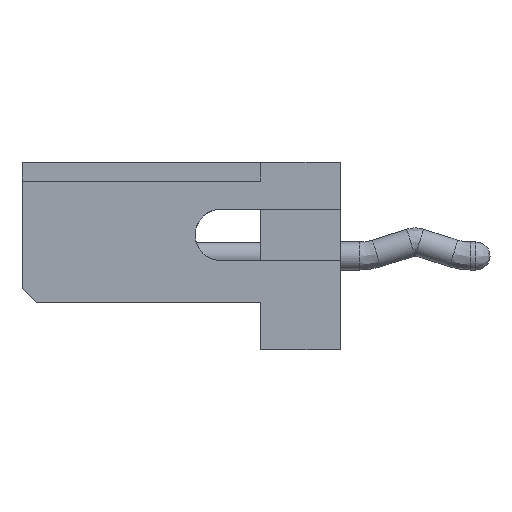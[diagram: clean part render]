
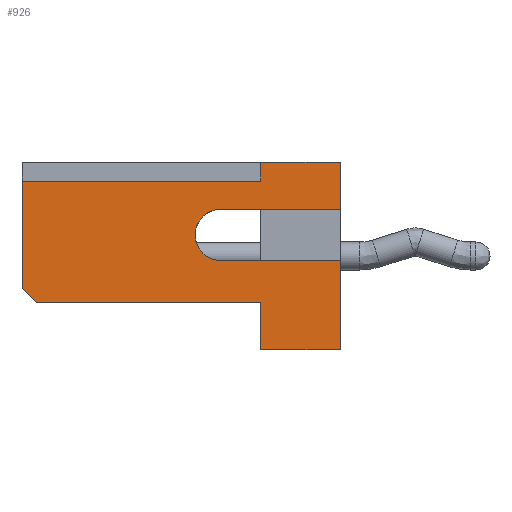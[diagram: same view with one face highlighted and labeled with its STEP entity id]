
A CAD part, left-side view. The second image highlights one B-rep face of the part: STEP entity #926.
In plain terms, the highlighted planar face has unit normal (-1, 0, 0).
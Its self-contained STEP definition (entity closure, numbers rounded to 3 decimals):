
#316=CARTESIAN_POINT('',(-15.,1.7,2.2));
#317=VERTEX_POINT('',#316);
#324=CARTESIAN_POINT('',(-15.,0.,2.2));
#325=VERTEX_POINT('',#324);
#326=CARTESIAN_POINT('',(-15.,1.7,2.2));
#327=CARTESIAN_POINT('',(-15.,1.133,2.2));
#328=CARTESIAN_POINT('',(-15.,0.567,2.2));
#329=CARTESIAN_POINT('',(-15.,0.,2.2));
#330=B_SPLINE_CURVE_WITH_KNOTS('',3,(#326,#327,#328,#329),.UNSPECIFIED.,.F.,.U.,(4,4),(0.,1.),.UNSPECIFIED.);
#331=EDGE_CURVE('',#317,#325,#330,.T.);
#720=CARTESIAN_POINT('',(-15.,6.8,-0.5));
#721=VERTEX_POINT('',#720);
#728=CARTESIAN_POINT('',(-15.,6.8,1.8));
#729=VERTEX_POINT('',#728);
#730=CARTESIAN_POINT('',(-15.,6.8,-0.5));
#731=DIRECTION('',(0.,0.,1.));
#732=VECTOR('',#731,2.3);
#733=LINE('',#730,#732);
#734=EDGE_CURVE('',#721,#729,#733,.T.);
#816=CARTESIAN_POINT('',(-15.,1.7,1.8));
#817=VERTEX_POINT('',#816);
#824=CARTESIAN_POINT('',(-15.,1.7,1.8));
#825=DIRECTION('',(0.,0.,1.));
#826=VECTOR('',#825,0.4);
#827=LINE('',#824,#826);
#828=EDGE_CURVE('',#817,#317,#827,.T.);
#833=CARTESIAN_POINT('',(-15.,3.315,0.2));
#834=DIRECTION('',(0.,0.,1.));
#835=DIRECTION('',(-1.,0.,0.));
#836=AXIS2_PLACEMENT_3D('',#833,#835,#834);
#837=PLANE('',#836);
#838=CARTESIAN_POINT('',(-15.,1.7,1.8));
#839=DIRECTION('',(0.,1.,0.));
#840=VECTOR('',#839,5.1);
#841=LINE('',#838,#840);
#842=EDGE_CURVE('',#817,#729,#841,.T.);
#843=ORIENTED_EDGE('',*,*,#842,.T.);
#844=ORIENTED_EDGE('',*,*,#734,.F.);
#845=CARTESIAN_POINT('',(-15.,6.5,-0.8));
#846=VERTEX_POINT('',#845);
#847=CARTESIAN_POINT('',(-15.,6.8,-0.5));
#848=DIRECTION('',(0.,-0.707,-0.707));
#849=VECTOR('',#848,0.424);
#850=LINE('',#847,#849);
#851=EDGE_CURVE('',#721,#846,#850,.T.);
#852=ORIENTED_EDGE('',*,*,#851,.T.);
#853=CARTESIAN_POINT('',(-15.,1.7,-0.8));
#854=VERTEX_POINT('',#853);
#855=CARTESIAN_POINT('',(-15.,6.5,-0.8));
#856=DIRECTION('',(0.,-1.,0.));
#857=VECTOR('',#856,4.8);
#858=LINE('',#855,#857);
#859=EDGE_CURVE('',#846,#854,#858,.T.);
#860=ORIENTED_EDGE('',*,*,#859,.T.);
#861=CARTESIAN_POINT('',(-15.,1.7,-1.8));
#862=VERTEX_POINT('',#861);
#863=CARTESIAN_POINT('',(-15.,1.7,-1.8));
#864=DIRECTION('',(0.,0.,1.));
#865=VECTOR('',#864,1.);
#866=LINE('',#863,#865);
#867=EDGE_CURVE('',#862,#854,#866,.T.);
#868=ORIENTED_EDGE('',*,*,#867,.F.);
#869=CARTESIAN_POINT('',(-15.,0.,-1.8));
#870=VERTEX_POINT('',#869);
#871=CARTESIAN_POINT('',(-15.,1.7,-1.8));
#872=DIRECTION('',(0.,-1.,0.));
#873=VECTOR('',#872,1.7);
#874=LINE('',#871,#873);
#875=EDGE_CURVE('',#862,#870,#874,.T.);
#876=ORIENTED_EDGE('',*,*,#875,.T.);
#877=CARTESIAN_POINT('',(-15.,0.,0.1));
#878=VERTEX_POINT('',#877);
#879=CARTESIAN_POINT('',(-15.,0.,-1.8));
#880=DIRECTION('',(0.,0.,1.));
#881=VECTOR('',#880,1.9);
#882=LINE('',#879,#881);
#883=EDGE_CURVE('',#870,#878,#882,.T.);
#884=ORIENTED_EDGE('',*,*,#883,.T.);
#885=CARTESIAN_POINT('',(-15.,2.55,0.1));
#886=VERTEX_POINT('',#885);
#887=CARTESIAN_POINT('',(-15.,0.,0.1));
#888=DIRECTION('',(0.,1.,0.));
#889=VECTOR('',#888,2.55);
#890=LINE('',#887,#889);
#891=EDGE_CURVE('',#878,#886,#890,.T.);
#892=ORIENTED_EDGE('',*,*,#891,.T.);
#893=CARTESIAN_POINT('',(-15.,2.55,1.2));
#894=VERTEX_POINT('',#893);
#895=CARTESIAN_POINT('',(-15.,2.55,0.1));
#896=CARTESIAN_POINT('',(-15.,2.697,0.101));
#897=CARTESIAN_POINT('',(-15.,2.836,0.159));
#898=CARTESIAN_POINT('',(-15.,3.042,0.364));
#899=CARTESIAN_POINT('',(-15.,3.1,0.505));
#900=CARTESIAN_POINT('',(-15.,3.1,0.795));
#901=CARTESIAN_POINT('',(-15.,3.042,0.936));
#902=CARTESIAN_POINT('',(-15.,2.836,1.142));
#903=CARTESIAN_POINT('',(-15.,2.698,1.199));
#904=CARTESIAN_POINT('',(-15.,2.55,1.2));
#905=B_SPLINE_CURVE_WITH_KNOTS('',3,(#895,#896,#897,#898,#899,#900,#901,#902,#903,#904),.UNSPECIFIED.,.F.,.U.,(4,2,2,2,4),(0.,0.25,0.5,0.75,1.),.UNSPECIFIED.);
#906=EDGE_CURVE('',#886,#894,#905,.T.);
#907=ORIENTED_EDGE('',*,*,#906,.T.);
#908=CARTESIAN_POINT('',(-15.,0.,1.2));
#909=VERTEX_POINT('',#908);
#910=CARTESIAN_POINT('',(-15.,2.55,1.2));
#911=DIRECTION('',(0.,-1.,0.));
#912=VECTOR('',#911,2.55);
#913=LINE('',#910,#912);
#914=EDGE_CURVE('',#894,#909,#913,.T.);
#915=ORIENTED_EDGE('',*,*,#914,.T.);
#916=CARTESIAN_POINT('',(-15.,0.,1.2));
#917=DIRECTION('',(0.,0.,1.));
#918=VECTOR('',#917,1.);
#919=LINE('',#916,#918);
#920=EDGE_CURVE('',#909,#325,#919,.T.);
#921=ORIENTED_EDGE('',*,*,#920,.T.);
#922=ORIENTED_EDGE('',*,*,#331,.F.);
#923=ORIENTED_EDGE('',*,*,#828,.F.);
#924=EDGE_LOOP('',(#843,#844,#852,#860,#868,#876,#884,#892,#907,#915,#921,#922,#923));
#925=FACE_OUTER_BOUND('',#924,.T.);
#926=ADVANCED_FACE('',(#925),#837,.T.);
